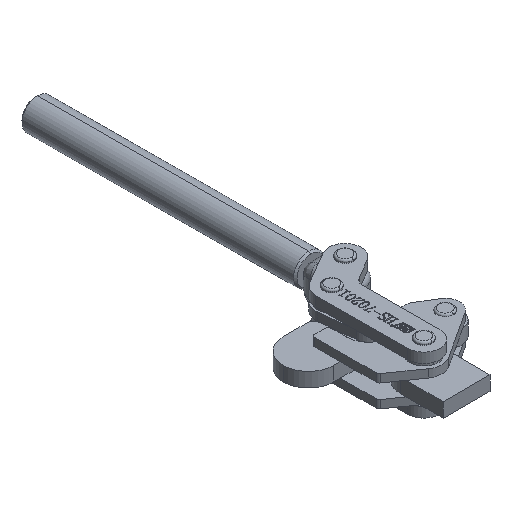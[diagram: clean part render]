
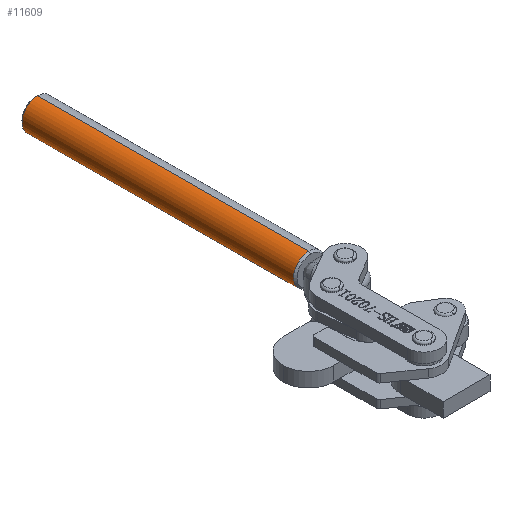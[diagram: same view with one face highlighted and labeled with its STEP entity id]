
A CAD part, isometric view. The second image highlights one B-rep face of the part: STEP entity #11609.
In plain terms, the highlighted cylindrical face has radius 8.65 mm (diameter 17.3 mm), a partial arc.
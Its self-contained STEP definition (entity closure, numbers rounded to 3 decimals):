
#948 = EDGE_LOOP ( 'NONE', ( #1161, #1162, #1163, #1164 ) ) ;
#1161 = ORIENTED_EDGE ( 'NONE', *, *, #17411, .F. ) ;
#1162 = ORIENTED_EDGE ( 'NONE', *, *, #17414, .T. ) ;
#1163 = ORIENTED_EDGE ( 'NONE', *, *, #17412, .T. ) ;
#1164 = ORIENTED_EDGE ( 'NONE', *, *, #17415, .T. ) ;
#6464 = VERTEX_POINT ( 'NONE', #14579 ) ;
#6466 = VERTEX_POINT ( 'NONE', #14581 ) ;
#6467 = VERTEX_POINT ( 'NONE', #14582 ) ;
#6473 = VERTEX_POINT ( 'NONE', #14588 ) ;
#11609 = ADVANCED_FACE ( 'NONE', ( #19997 ), #20005, .T. ) ;
#13700 = CARTESIAN_POINT ( 'NONE',  ( 0., 98.128, -8.65 ) ) ;
#13704 = DIRECTION ( 'NONE',  ( 0., 1., 0. ) ) ;
#13705 = CARTESIAN_POINT ( 'NONE',  ( 0., 98.128, 8.65 ) ) ;
#13706 = DIRECTION ( 'NONE',  ( 0., 1., 0. ) ) ;
#13710 = CARTESIAN_POINT ( 'NONE',  ( 0., 20., 0. ) ) ;
#13711 = DIRECTION ( 'NONE',  ( 0., 1., 0. ) ) ;
#13712 = DIRECTION ( 'NONE',  ( 0., 0., 1. ) ) ;
#13715 = CARTESIAN_POINT ( 'NONE',  ( 0., 170.4, 0. ) ) ;
#13716 = DIRECTION ( 'NONE',  ( 0., -1., 0. ) ) ;
#13717 = DIRECTION ( 'NONE',  ( 0., 0., -1. ) ) ;
#14068 = LINE ( 'NONE', #13700, #14074 ) ;
#14073 = LINE ( 'NONE', #13705, #14076 ) ;
#14074 = VECTOR ( 'NONE', #13704, 1000. ) ;
#14076 = VECTOR ( 'NONE', #13706, 1000. ) ;
#14077 = CIRCLE ( 'NONE', #18698, 8.65 ) ;
#14078 = CIRCLE ( 'NONE', #18700, 8.65 ) ;
#14579 = CARTESIAN_POINT ( 'NONE',  ( 0., 170.4, 8.65 ) ) ;
#14581 = CARTESIAN_POINT ( 'NONE',  ( 0., 170.4, -8.65 ) ) ;
#14582 = CARTESIAN_POINT ( 'NONE',  ( 0., 20., 8.65 ) ) ;
#14588 = CARTESIAN_POINT ( 'NONE',  ( 0., 20., -8.65 ) ) ;
#17411 = EDGE_CURVE ( 'NONE', #6473, #6466, #14068, .T. ) ;
#17412 = EDGE_CURVE ( 'NONE', #6467, #6464, #14073, .T. ) ;
#17414 = EDGE_CURVE ( 'NONE', #6473, #6467, #14077, .T. ) ;
#17415 = EDGE_CURVE ( 'NONE', #6464, #6466, #14078, .T. ) ;
#18433 = AXIS2_PLACEMENT_3D ( 'NONE', #21936, #21935, #21931 ) ;
#18698 = AXIS2_PLACEMENT_3D ( 'NONE', #13710, #13711, #13712 ) ;
#18700 = AXIS2_PLACEMENT_3D ( 'NONE', #13715, #13716, #13717 ) ;
#19997 = FACE_OUTER_BOUND ( 'NONE', #948, .T. ) ;
#20005 = CYLINDRICAL_SURFACE ( 'NONE', #18433, 8.65 ) ;
#21931 = DIRECTION ( 'NONE',  ( 0., 0., 1. ) ) ;
#21935 = DIRECTION ( 'NONE',  ( 0., 1., 0. ) ) ;
#21936 = CARTESIAN_POINT ( 'NONE',  ( 0., 98.128, 0. ) ) ;
